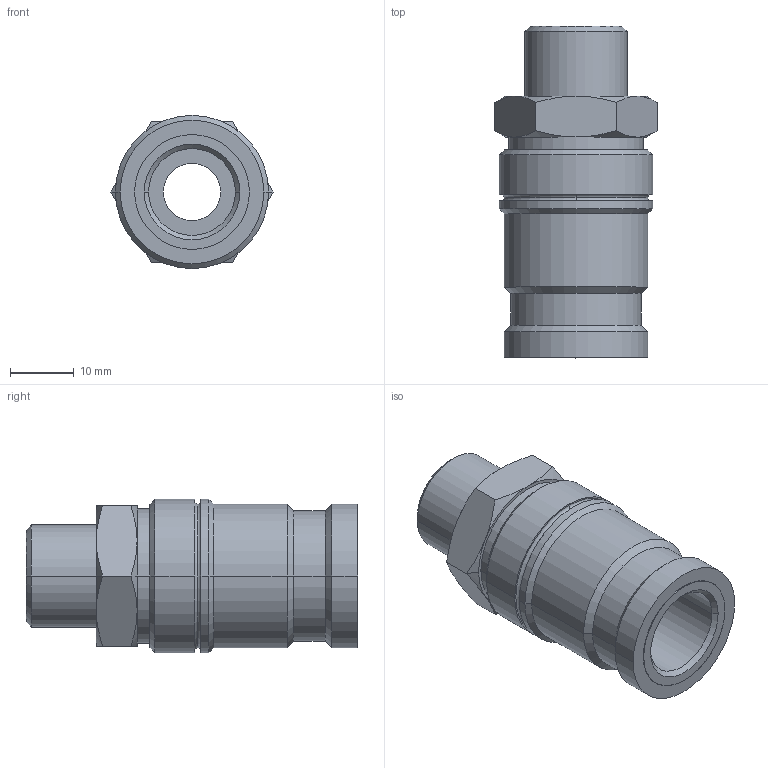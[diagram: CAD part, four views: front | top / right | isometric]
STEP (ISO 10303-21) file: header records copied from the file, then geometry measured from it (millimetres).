
FILE_DESCRIPTION(('STEP AP214'),'1');
FILE_NAME('esdf_1615_aab.stp','2020-04-22T06:13:36',('TraceParts'),('TraceParts S.A.'),'Spatial InterOp 3D',' ',' ');
FILE_SCHEMA(('automotive_design'));
Length unit declared in the file: millimetre
Products named in the file (1): 1
Bounding box: 25.4 x 52 x 24 mm (x, y, z)
Volume: 13814.9 mm3; surface area: 6063.5 mm2
Topology: 1 solids, 1 shells, 69 faces, 144 edges, 84 vertices
Faces by surface type: cone 30, cylinder 20, plane 15, torus 4
Entity records: 2422 total; most frequent: CARTESIAN_POINT 394, DIRECTION 336, ORIENTED_EDGE 288, AXIS2_PLACEMENT_3D 146, EDGE_CURVE 144, VERTEX_POINT 84, EDGE_LOOP 78, CIRCLE 76
